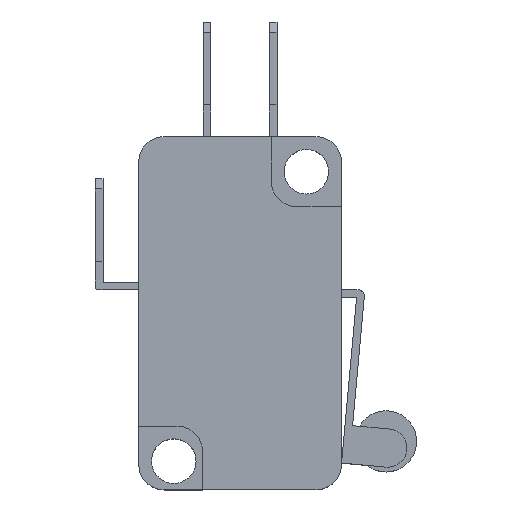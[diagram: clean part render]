
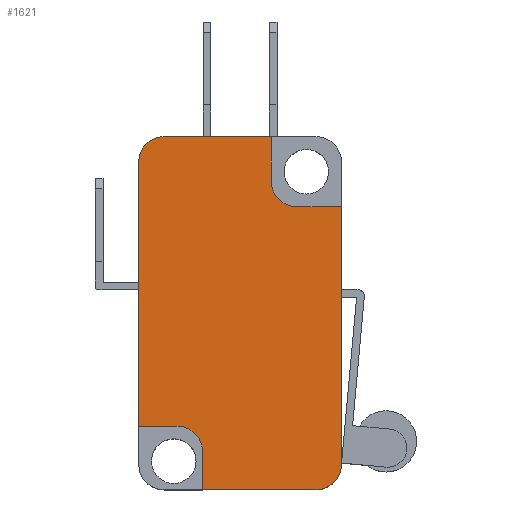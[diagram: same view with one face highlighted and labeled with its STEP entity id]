
A CAD part, top view. The second image highlights one B-rep face of the part: STEP entity #1621.
In plain terms, the highlighted planar face has unit normal (0, 0, 1).
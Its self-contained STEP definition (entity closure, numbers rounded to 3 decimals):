
#33=PLANE('',#1744);
#105=FACE_OUTER_BOUND('',#189,.T.);
#189=EDGE_LOOP('',(#1155,#1156,#1157,#1158,#1159,#1160,#1161,#1162,#1163,
#1164,#1165,#1166));
#285=LINE('',#2368,#477);
#286=LINE('',#2370,#478);
#287=LINE('',#2374,#479);
#288=LINE('',#2376,#480);
#289=LINE('',#2380,#481);
#290=LINE('',#2382,#482);
#291=LINE('',#2386,#483);
#292=LINE('',#2388,#484);
#477=VECTOR('',#1918,1000.);
#478=VECTOR('',#1919,1000.);
#479=VECTOR('',#1922,1000.);
#480=VECTOR('',#1923,1000.);
#481=VECTOR('',#1926,1000.);
#482=VECTOR('',#1927,1000.);
#483=VECTOR('',#1930,1000.);
#484=VECTOR('',#1931,1000.);
#687=CIRCLE('',#1745,2.);
#688=CIRCLE('',#1746,2.);
#689=CIRCLE('',#1747,2.);
#690=CIRCLE('',#1748,2.);
#735=VERTEX_POINT('',#2366);
#736=VERTEX_POINT('',#2367);
#737=VERTEX_POINT('',#2369);
#738=VERTEX_POINT('',#2371);
#739=VERTEX_POINT('',#2373);
#740=VERTEX_POINT('',#2375);
#741=VERTEX_POINT('',#2377);
#742=VERTEX_POINT('',#2379);
#743=VERTEX_POINT('',#2381);
#744=VERTEX_POINT('',#2383);
#745=VERTEX_POINT('',#2385);
#746=VERTEX_POINT('',#2387);
#905=EDGE_CURVE('',#735,#736,#285,.T.);
#906=EDGE_CURVE('',#736,#737,#286,.T.);
#907=EDGE_CURVE('',#737,#738,#687,.T.);
#908=EDGE_CURVE('',#738,#739,#287,.T.);
#909=EDGE_CURVE('',#739,#740,#288,.T.);
#910=EDGE_CURVE('',#740,#741,#688,.T.);
#911=EDGE_CURVE('',#741,#742,#289,.T.);
#912=EDGE_CURVE('',#742,#743,#290,.T.);
#913=EDGE_CURVE('',#743,#744,#689,.T.);
#914=EDGE_CURVE('',#744,#745,#291,.T.);
#915=EDGE_CURVE('',#745,#746,#292,.T.);
#916=EDGE_CURVE('',#746,#735,#690,.T.);
#1155=ORIENTED_EDGE('',*,*,#905,.T.);
#1156=ORIENTED_EDGE('',*,*,#906,.T.);
#1157=ORIENTED_EDGE('',*,*,#907,.T.);
#1158=ORIENTED_EDGE('',*,*,#908,.T.);
#1159=ORIENTED_EDGE('',*,*,#909,.T.);
#1160=ORIENTED_EDGE('',*,*,#910,.T.);
#1161=ORIENTED_EDGE('',*,*,#911,.T.);
#1162=ORIENTED_EDGE('',*,*,#912,.T.);
#1163=ORIENTED_EDGE('',*,*,#913,.T.);
#1164=ORIENTED_EDGE('',*,*,#914,.T.);
#1165=ORIENTED_EDGE('',*,*,#915,.T.);
#1166=ORIENTED_EDGE('',*,*,#916,.T.);
#1621=ADVANCED_FACE('',(#105),#33,.T.);
#1744=AXIS2_PLACEMENT_3D('',#2365,#1916,#1917);
#1745=AXIS2_PLACEMENT_3D('',#2372,#1920,#1921);
#1746=AXIS2_PLACEMENT_3D('',#2378,#1924,#1925);
#1747=AXIS2_PLACEMENT_3D('',#2384,#1928,#1929);
#1748=AXIS2_PLACEMENT_3D('',#2389,#1932,#1933);
#1916=DIRECTION('center_axis',(0.,0.,1.));
#1917=DIRECTION('ref_axis',(1.,0.,0.));
#1918=DIRECTION('',(0.,-1.,0.));
#1919=DIRECTION('',(1.,0.,0.));
#1920=DIRECTION('center_axis',(0.,0.,1.));
#1921=DIRECTION('ref_axis',(1.,0.,0.));
#1922=DIRECTION('',(0.,1.,0.));
#1923=DIRECTION('',(-1.,0.,0.));
#1924=DIRECTION('center_axis',(0.,0.,-1.));
#1925=DIRECTION('ref_axis',(1.,0.,0.));
#1926=DIRECTION('',(0.,1.,0.));
#1927=DIRECTION('',(-1.,0.,0.));
#1928=DIRECTION('center_axis',(0.,0.,1.));
#1929=DIRECTION('ref_axis',(1.,0.,0.));
#1930=DIRECTION('',(0.,-1.,0.));
#1931=DIRECTION('',(1.,0.,0.));
#1932=DIRECTION('center_axis',(0.,0.,-1.));
#1933=DIRECTION('ref_axis',(1.,0.,0.));
#2365=CARTESIAN_POINT('Origin',(0.,0.,9.8));
#2366=CARTESIAN_POINT('',(-10.9,3.,9.8));
#2367=CARTESIAN_POINT('',(-10.9,0.,9.8));
#2368=CARTESIAN_POINT('',(-10.9,3.,9.8));
#2369=CARTESIAN_POINT('',(-2.,0.,9.8));
#2370=CARTESIAN_POINT('',(0.,0.,9.8));
#2371=CARTESIAN_POINT('',(0.,2.,9.8));
#2372=CARTESIAN_POINT('Origin',(-2.,2.,9.8));
#2373=CARTESIAN_POINT('',(0.,22.2,9.8));
#2374=CARTESIAN_POINT('',(0.,0.,9.8));
#2375=CARTESIAN_POINT('',(-3.5,22.2,9.8));
#2376=CARTESIAN_POINT('',(0.,22.2,9.8));
#2377=CARTESIAN_POINT('',(-5.5,24.2,9.8));
#2378=CARTESIAN_POINT('Origin',(-3.5,24.2,9.8));
#2379=CARTESIAN_POINT('',(-5.5,27.7,9.8));
#2380=CARTESIAN_POINT('',(-5.5,24.2,9.8));
#2381=CARTESIAN_POINT('',(-13.9,27.7,9.8));
#2382=CARTESIAN_POINT('',(0.,27.7,9.8));
#2383=CARTESIAN_POINT('',(-15.9,25.7,9.8));
#2384=CARTESIAN_POINT('Origin',(-13.9,25.7,9.8));
#2385=CARTESIAN_POINT('',(-15.9,5.,9.8));
#2386=CARTESIAN_POINT('',(-15.9,0.,9.8));
#2387=CARTESIAN_POINT('',(-12.9,5.,9.8));
#2388=CARTESIAN_POINT('',(-12.9,5.,9.8));
#2389=CARTESIAN_POINT('Origin',(-12.9,3.,9.8));
